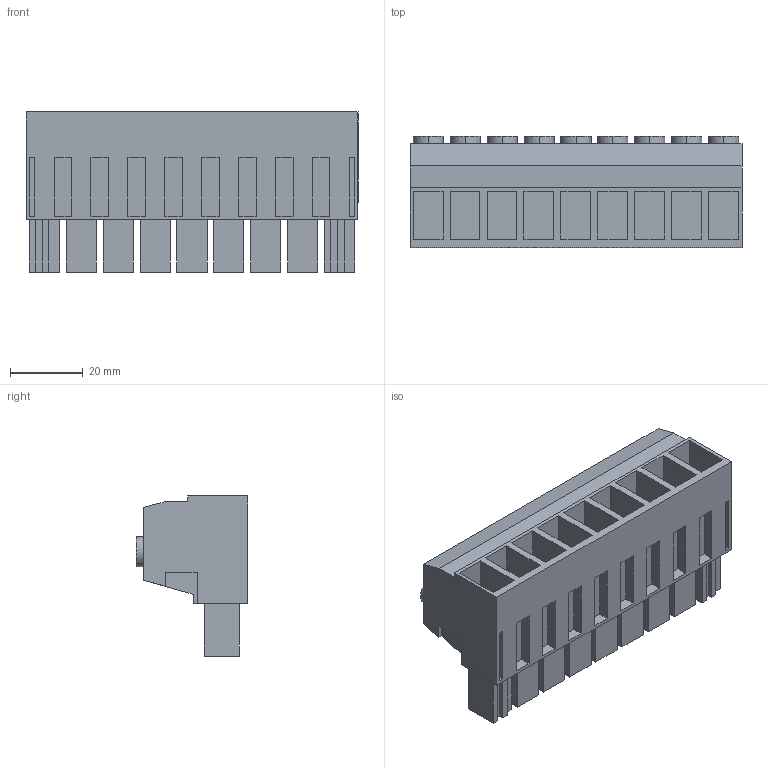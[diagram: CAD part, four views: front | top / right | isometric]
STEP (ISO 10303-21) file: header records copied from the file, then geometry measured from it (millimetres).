
FILE_DESCRIPTION(('CATIA V5 STEP Exchange','CAx-IF Rec.Pracs.--- Model Styling and Organization---1.2---2011-12-15'),'2;1');
FILE_NAME ('D1459167_0_1924610000_1924610000.stp','2017-04-28T06:32:31+00:00',('none'),('Weidmueller'),'CATIA Version 5-6 Release 2014','CATIA V5 STEP AP214','none');
FILE_SCHEMA(('AUTOMOTIVE_DESIGN { 1 0 10303 214 1 1 1 1 }'));
Length unit declared in the file: millimetre
Products named in the file (1): 1924610000
Bounding box: 91.44 x 30.6 x 44.1 mm (x, y, z)
Volume: 63466.6 mm3; surface area: 27310.2 mm2
Topology: 10 solids, 10 shells, 575 faces, 1537 edges, 1046 vertices
Faces by surface type: plane 521, cylinder 54
Entity records: 16832 total; most frequent: CARTESIAN_POINT 3315, ORIENTED_EDGE 3074, DIRECTION 2204, EDGE_CURVE 1537, VECTOR 1393, LINE 1393, VERTEX_POINT 1046, EDGE_LOOP 639
